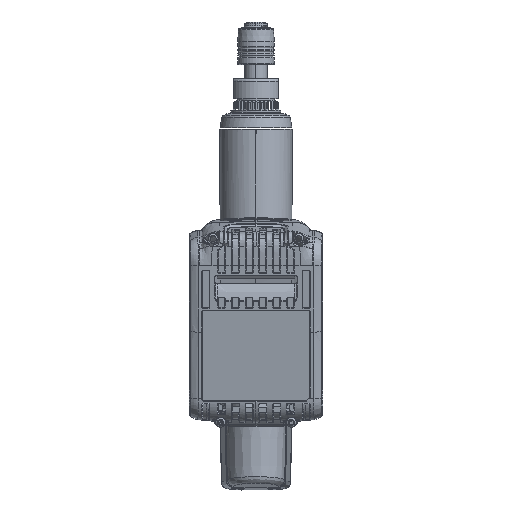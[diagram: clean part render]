
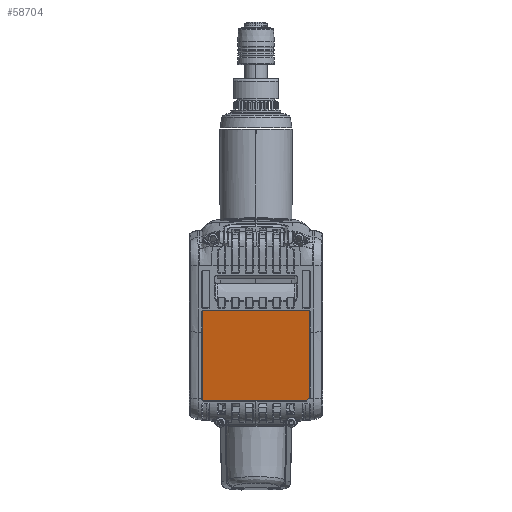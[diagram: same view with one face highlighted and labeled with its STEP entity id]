
A CAD part, front view. The second image highlights one B-rep face of the part: STEP entity #58704.
In plain terms, the highlighted planar face has unit normal (0, -0.985, -0.174).
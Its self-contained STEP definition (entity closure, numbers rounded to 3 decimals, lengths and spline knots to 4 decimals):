
#45022=DIRECTION('',(1.,0.,0.));
#45023=VECTOR('',#45022,2.3087);
#45024=CARTESIAN_POINT('',(-1.1543,-9.21,
-0.7457));
#45025=LINE('',#45024,#45023);
#45026=CARTESIAN_POINT('',(1.1543,-9.2032,
-0.7845));
#45027=DIRECTION('',(0.,0.985,0.174));
#45028=DIRECTION('',(0.,-0.174,0.985));
#45029=AXIS2_PLACEMENT_3D('',#45026,#45027,#45028);
#45031=DIRECTION('',(0.,0.174,-0.985));
#45032=VECTOR('',#45031,1.9173);
#45033=CARTESIAN_POINT('',(1.1937,-9.2032,
-0.7845));
#45034=LINE('',#45033,#45032);
#45035=CARTESIAN_POINT('',(1.174,-8.8703,
-2.6727));
#45036=DIRECTION('',(0.,0.985,0.174));
#45037=DIRECTION('',(1.,0.,0.));
#45038=AXIS2_PLACEMENT_3D('',#45035,#45036,#45037);
#45040=DIRECTION('',(-0.707,0.123,-0.696));
#45041=VECTOR('',#45040,0.1002);
#45042=CARTESIAN_POINT('',(1.1879,-8.8678,
-2.6864));
#45043=LINE('',#45042,#45041);
#45044=CARTESIAN_POINT('',(1.1031,-8.8579,
-2.7424));
#45045=DIRECTION('',(0.,0.985,0.174));
#45046=DIRECTION('',(0.707,0.123,-0.696));
#45047=AXIS2_PLACEMENT_3D('',#45044,#45045,#45046);
#45049=DIRECTION('',(-1.,0.,0.));
#45050=VECTOR('',#45049,2.2575);
#45051=CARTESIAN_POINT('',(1.1031,-8.8545,
-2.7618));
#45052=LINE('',#45051,#45050);
#45053=CARTESIAN_POINT('',(-1.1543,-8.8614,
-2.7231));
#45054=DIRECTION('',(0.,0.985,0.174));
#45055=DIRECTION('',(0.,0.174,-0.985));
#45056=AXIS2_PLACEMENT_3D('',#45053,#45054,#45055);
#45058=DIRECTION('',(0.,-0.174,0.985));
#45059=VECTOR('',#45058,1.9685);
#45060=CARTESIAN_POINT('',(-1.1937,-8.8614,
-2.7231));
#45061=LINE('',#45060,#45059);
#45062=CARTESIAN_POINT('',(-1.1543,-9.2032,
-0.7845));
#45063=DIRECTION('',(0.,0.985,0.174));
#45064=DIRECTION('',(-1.,0.,0.));
#45065=AXIS2_PLACEMENT_3D('',#45062,#45063,#45064);
#50658=CARTESIAN_POINT('',(1.1937,-8.8703,
-2.6727));
#50659=CARTESIAN_POINT('',(1.1937,-9.2032,
-0.7845));
#50660=VERTEX_POINT('',#50658);
#50661=VERTEX_POINT('',#50659);
#50662=CARTESIAN_POINT('',(1.1879,-8.8678,
-2.6864));
#50663=VERTEX_POINT('',#50662);
#50664=CARTESIAN_POINT('',(1.1171,-8.8555,
-2.7562));
#50665=VERTEX_POINT('',#50664);
#51008=CARTESIAN_POINT('',(-1.1937,-9.2032,
-0.7845));
#51009=CARTESIAN_POINT('',(-1.1937,-8.8614,
-2.7231));
#51010=VERTEX_POINT('',#51008);
#51011=VERTEX_POINT('',#51009);
#51012=CARTESIAN_POINT('',(-1.1543,-9.21,
-0.7457));
#51013=VERTEX_POINT('',#51012);
#51014=CARTESIAN_POINT('',(1.1543,-9.21,
-0.7457));
#51015=VERTEX_POINT('',#51014);
#51016=CARTESIAN_POINT('',(1.1031,-8.8545,
-2.7618));
#51017=VERTEX_POINT('',#51016);
#51018=CARTESIAN_POINT('',(-1.1543,-8.8545,
-2.7618));
#51019=VERTEX_POINT('',#51018);
#58677=CARTESIAN_POINT('',(0.,-8.2803,-6.0187));
#58678=DIRECTION('',(0.,0.985,0.174));
#58679=DIRECTION('',(0.,-0.174,0.985));
#58680=AXIS2_PLACEMENT_3D('',#58677,#58678,#58679);
#58681=PLANE('',#58680);
#58683=ORIENTED_EDGE('',*,*,#58682,.T.);
#58685=ORIENTED_EDGE('',*,*,#58684,.T.);
#58687=ORIENTED_EDGE('',*,*,#58686,.T.);
#58689=ORIENTED_EDGE('',*,*,#58688,.T.);
#58691=ORIENTED_EDGE('',*,*,#58690,.T.);
#58693=ORIENTED_EDGE('',*,*,#58692,.T.);
#58695=ORIENTED_EDGE('',*,*,#58694,.T.);
#58697=ORIENTED_EDGE('',*,*,#58696,.T.);
#58699=ORIENTED_EDGE('',*,*,#58698,.T.);
#58701=ORIENTED_EDGE('',*,*,#58700,.T.);
#58702=EDGE_LOOP('',(#58683,#58685,#58687,#58689,#58691,#58693,#58695,#58697,
#58699,#58701));
#58703=FACE_OUTER_BOUND('',#58702,.F.);
#58704=ADVANCED_FACE('',(#58703),#58681,.F.);
#45030=CIRCLE('',#45029,0.0394);
#45039=CIRCLE('',#45038,0.0197);
#45048=CIRCLE('',#45047,0.0197);
#45057=CIRCLE('',#45056,0.0394);
#45066=CIRCLE('',#45065,0.0394);
#58682=EDGE_CURVE('',#51013,#51015,#45025,.T.);
#58684=EDGE_CURVE('',#51015,#50661,#45030,.T.);
#58686=EDGE_CURVE('',#50661,#50660,#45034,.T.);
#58688=EDGE_CURVE('',#50660,#50663,#45039,.T.);
#58690=EDGE_CURVE('',#50663,#50665,#45043,.T.);
#58692=EDGE_CURVE('',#50665,#51017,#45048,.T.);
#58694=EDGE_CURVE('',#51017,#51019,#45052,.T.);
#58696=EDGE_CURVE('',#51019,#51011,#45057,.T.);
#58698=EDGE_CURVE('',#51011,#51010,#45061,.T.);
#58700=EDGE_CURVE('',#51010,#51013,#45066,.T.);
